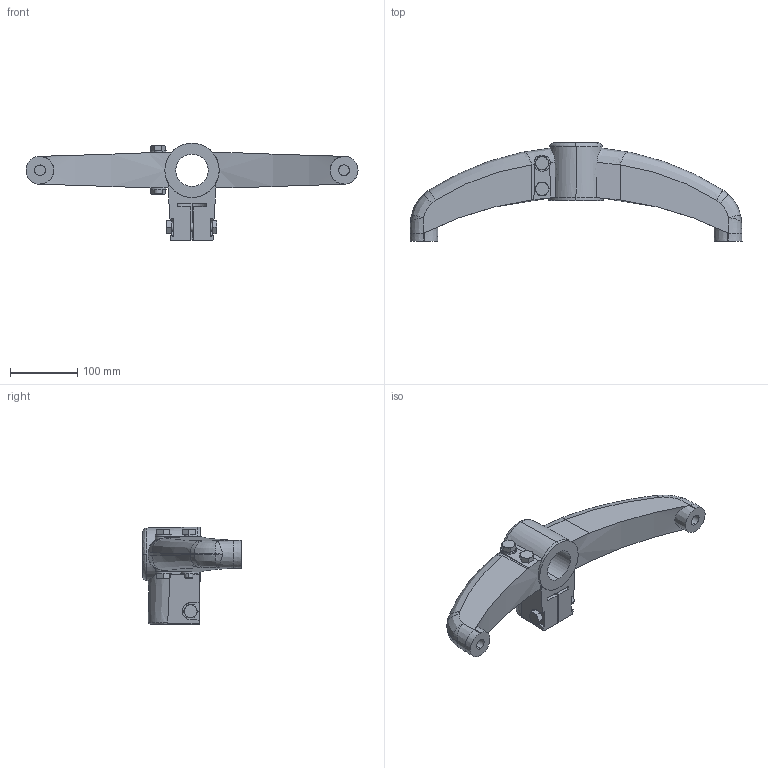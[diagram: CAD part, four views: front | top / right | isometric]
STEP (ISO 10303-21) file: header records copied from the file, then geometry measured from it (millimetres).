
FILE_DESCRIPTION (( 'STEP AP214' ), '1' );
FILE_NAME ('Rexnord-S0619-S0619 -692052.step', '2019-02-21T15:50:45', ( '' ), ( '' ), 'SwSTEP 2.0', 'SolidWorks 2019', '' );
FILE_SCHEMA (( 'AUTOMOTIVE_DESIGN' ));
Length unit declared in the file: millimetre
Products named in the file (2): Rexnord-S0619-S0619 -692052; S0619_692052
Assembly tree (1 placements, depth 2):
  Rexnord-S0619-S0619 -692052
    S0619_692052
Bounding box: 494.3 x 146.45 x 145.44 mm (x, y, z)
Volume: 1660896.5 mm3; surface area: 174582.8 mm2
Topology: 3 solids, 3 shells, 250 faces, 613 edges, 380 vertices
Faces by surface type: plane 100, cone 69, cylinder 44, bspline 37
Entity records: 15325 total; most frequent: CARTESIAN_POINT 7413, ORIENTED_EDGE 1226, DIRECTION 857, EDGE_CURVE 613, VERTEX_POINT 380, AXIS2_PLACEMENT_3D 323, EDGE_LOOP 269, FACE_OUTER_BOUND 250
